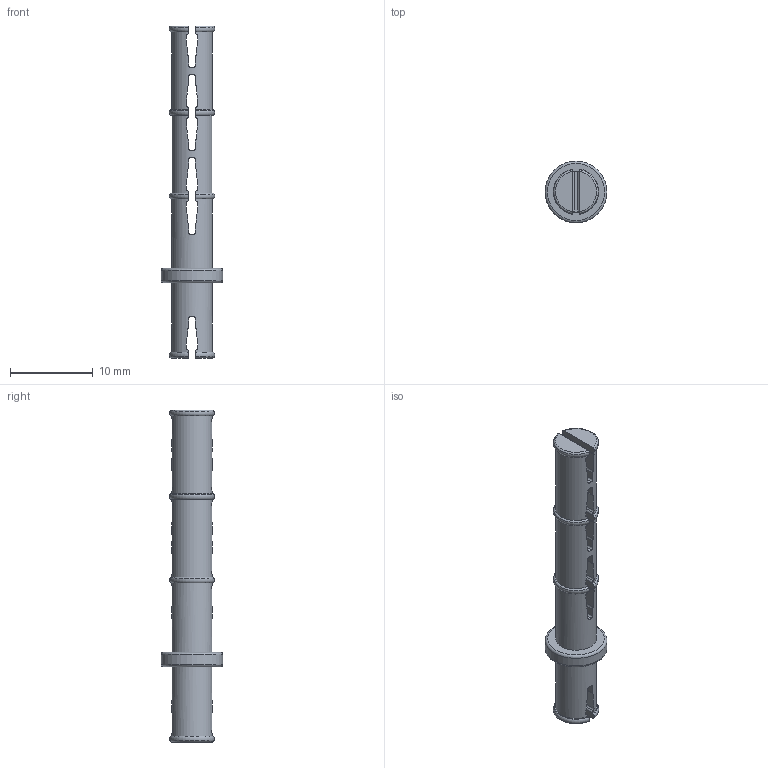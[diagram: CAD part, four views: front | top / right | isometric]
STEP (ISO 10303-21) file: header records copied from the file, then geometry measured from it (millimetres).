
FILE_DESCRIPTION(/* description */ ('Unknown'),/* implementation_level */ '2;1');
FILE_NAME(/* name */ 'cp1x3',/* time_stamp */ '2018-09-03T11:16:06+02:00',/* author */ ('Unknown'),/* organization */ ('Unknown'),/* preprocessor_version */ 'ST-DEVELOPER v16.7',/* originating_system */ 'DEX',/* authorisation */ $);
FILE_SCHEMA (('AUTOMOTIVE_DESIGN {1 0 10303 214 3 1 1}'));
Length unit declared in the file: millimetre
Products named in the file (3): Asm6; cp1x2; 18.04.20.V2
Assembly tree (2 placements, depth 2):
  Asm6
    cp1x2
    18.04.20.V2
Bounding box: 7.5 x 7.5 x 40.22 mm (x, y, z)
Volume: 680.1 mm3; surface area: 1012.9 mm2
Topology: 2 solids, 2 shells, 129 faces, 369 edges, 244 vertices
Faces by surface type: plane 58, cylinder 53, torus 18
Full cylindrical faces by diameter (mm): 4.95 x4, 7.5 x1
Entity records: 4348 total; most frequent: CARTESIAN_POINT 1118, ORIENTED_EDGE 720, DIRECTION 574, EDGE_CURVE 360, VERTEX_POINT 242, AXIS2_PLACEMENT_3D 210, LINE 154, VECTOR 154
